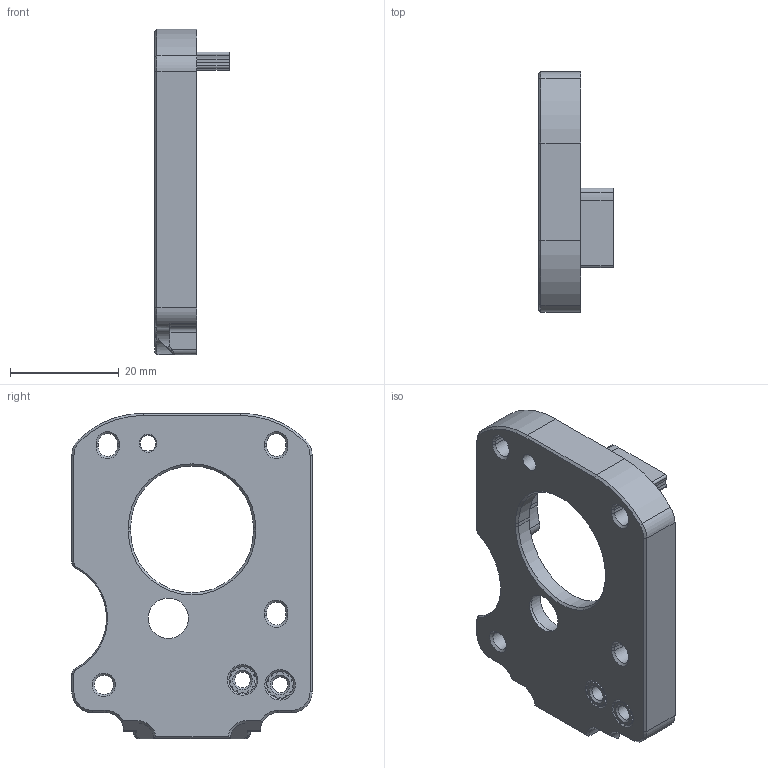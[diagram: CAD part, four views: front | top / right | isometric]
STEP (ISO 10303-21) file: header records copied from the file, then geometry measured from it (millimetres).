
FILE_DESCRIPTION(/* description */ (''),/* implementation_level */ '2;1');
FILE_NAME(/* name */ 'extruder_motor_plate_MGN12_compatible.step',/* time_stamp */ '2021-09-06T20:52:39+02:00',/* author */ (''),/* organization */ (''),/* preprocessor_version */ 'ST-DEVELOPER v18.1',/* originating_system */ 'Autodesk Translation Framework v10.10.0.1391',/* authorisation */ '');
FILE_SCHEMA (('AUTOMOTIVE_DESIGN { 1 0 10303 214 3 1 1 }'));
Length unit declared in the file: millimetre
Products named in the file (4): extruder_motor_plate_MGN12_compatible; Extruder Motor Plate; M3 Threaded Insert (1); M3 Threaded Insert (2)
Assembly tree (5 placements, depth 3):
  extruder_motor_plate_MGN12_compatible
    Extruder Motor Plate
      M3 Threaded Insert (2)  x2
      M3 Threaded Insert (1)  x2
Bounding box: 13.7 x 44.2 x 59.85 mm (x, y, z)
Volume: 11550.6 mm3; surface area: 7392.1 mm2
Topology: 5 solids, 5 shells, 625 faces, 1758 edges, 1162 vertices
Faces by surface type: bspline 322, cylinder 183, plane 82, cone 35, torus 2, sphere 1
Full cylindrical faces by diameter (mm): 2.9 x4, 3.3 x1, 3.5 x2, 4.2 x4, 4.25 x4, 4.6 x5, 4.8 x3, 7.4 x1, 8.2 x1
Entity records: 17249 total; most frequent: CARTESIAN_POINT 7529, ORIENTED_EDGE 2168, DIRECTION 1863, EDGE_CURVE 1084, AXIS2_PLACEMENT_3D 793, VERTEX_POINT 710, EDGE_LOOP 424, FACE_OUTER_BOUND 391
